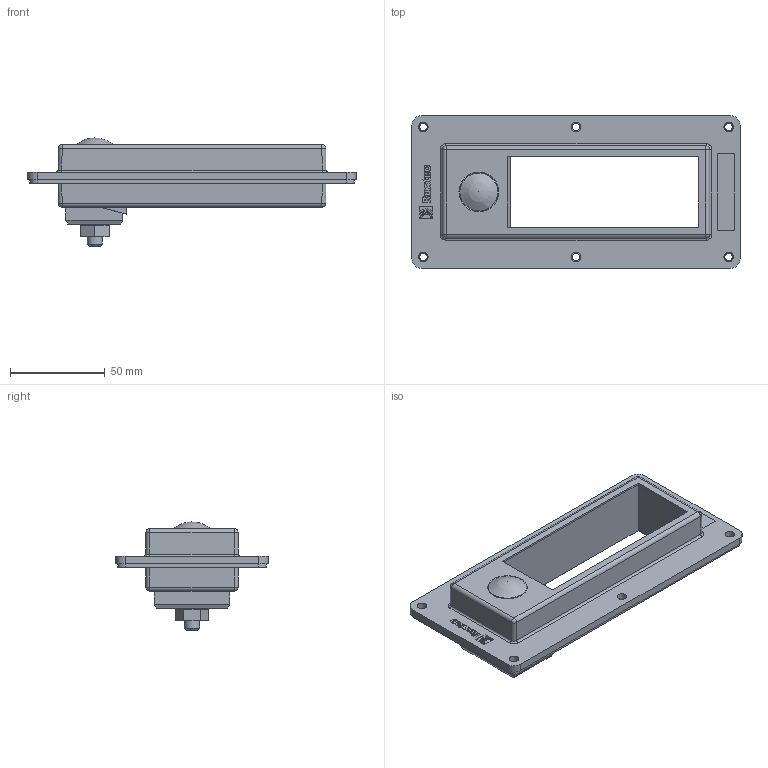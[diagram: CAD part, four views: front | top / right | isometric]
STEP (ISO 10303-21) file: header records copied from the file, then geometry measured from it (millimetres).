
FILE_DESCRIPTION((''),'2;1');
FILE_NAME('comseal10.stp','2013-03-18T11:48:22',('se-jenboh'),(''),'Autodesk Inventor 2012','Autodesk Inventor 2012','');
FILE_SCHEMA(('AUTOMOTIVE_DESIGN { 1 0 10303 214 1 1 1 1 }'));
Length unit declared in the file: millimetre
Products named in the file (1): Part14
Bounding box: 173 x 80.5 x 57 mm (x, y, z)
Volume: 138611.3 mm3; surface area: 56793.2 mm2
Topology: 1 solids, 12 shells, 618 faces, 1647 edges, 1080 vertices
Faces by surface type: plane 475, cylinder 101, bspline 32, sphere 8, torus 1, cone 1
Full cylindrical faces by diameter (mm): 4 x6, 5 x6, 8 x2, 20 x1, 21 x1
Entity records: 20823 total; most frequent: CARTESIAN_POINT 4865, ORIENTED_EDGE 3228, DIRECTION 2959, EDGE_CURVE 1614, VECTOR 1351, LINE 1351, VERTEX_POINT 1067, AXIS2_PLACEMENT_3D 804
